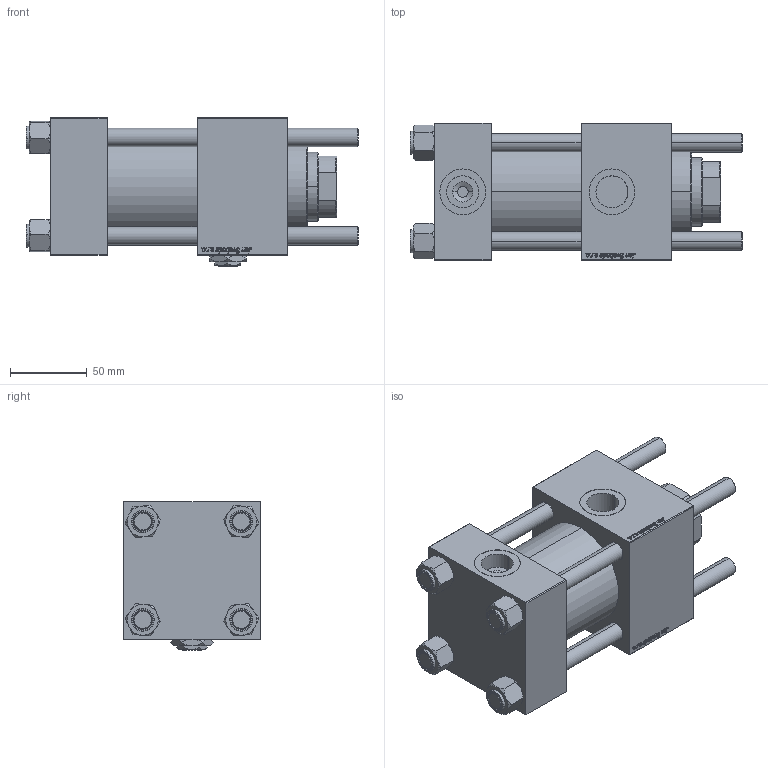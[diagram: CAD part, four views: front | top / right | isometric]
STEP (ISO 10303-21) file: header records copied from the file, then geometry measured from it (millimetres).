
FILE_DESCRIPTION (( 'STEP AP203' ), '1' );
FILE_NAME ('3501.STEP', '2025-02-12T10:29:17', ( '' ), ( '' ), 'SwSTEP 2.0', 'SolidWorks 2019', '' );
FILE_SCHEMA (( 'CONFIG_CONTROL_DESIGN' ));
Length unit declared in the file: millimetre
Products named in the file (7): V215CR_VCP_B e7be0430b7330538e706faf2f0585ffc; Zatka_pro_OIL_PORT e7be0430b7330538e706faf2f0585ffc; V215CR_B-1 e7be0430b7330538e706faf2f0585ffc; V215CR_B_TYCINKA e7be0430b7330538e706faf2f0585ffc; 3501; V215_VC_A e7be0430b7330538e706faf2f0585ffc; NUT_M5_B e7be0430b7330538e706faf2f0585ffc
Assembly tree (12 placements, depth 2):
  3501
    V215CR_B-1 e7be0430b7330538e706faf2f0585ffc
    V215CR_VCP_B e7be0430b7330538e706faf2f0585ffc
    NUT_M5_B e7be0430b7330538e706faf2f0585ffc  x4
    V215CR_B_TYCINKA e7be0430b7330538e706faf2f0585ffc  x4
    V215_VC_A e7be0430b7330538e706faf2f0585ffc
    Zatka_pro_OIL_PORT e7be0430b7330538e706faf2f0585ffc
Bounding box: 217 x 90 x 97 mm (x, y, z)
Volume: 1027996.7 mm3; surface area: 207937.7 mm2
Topology: 12 solids, 12 shells, 1202 faces, 3041 edges, 1970 vertices
Faces by surface type: bspline 504, plane 454, cone 156, cylinder 80, torus 8
Entity records: 58404 total; most frequent: CARTESIAN_POINT 34561, ORIENTED_EDGE 5574, DIRECTION 3101, EDGE_CURVE 2787, VERTEX_POINT 1826, VECTOR 1481, LINE 1481, EDGE_LOOP 1209
